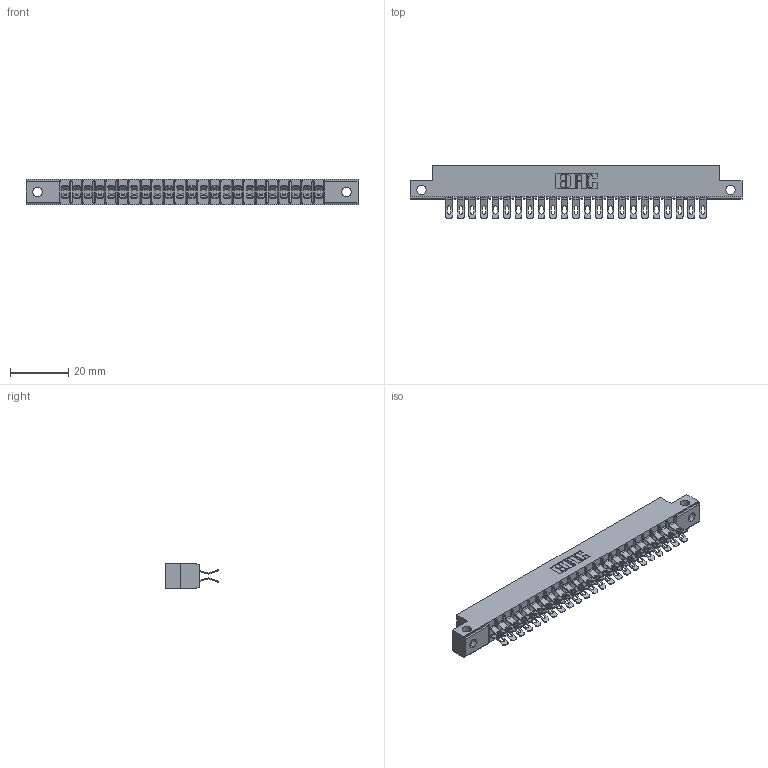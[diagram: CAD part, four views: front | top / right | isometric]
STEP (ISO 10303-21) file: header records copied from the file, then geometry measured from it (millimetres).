
FILE_DESCRIPTION (( 'STEP AP203' ), '1' );
FILE_NAME ('355-046-555-512.STEP', '2020-09-20T07:24:03', ( '' ), ( '' ), 'SwSTEP 2.0', 'SolidWorks 2020', '' );
FILE_SCHEMA (( 'CONFIG_CONTROL_DESIGN' ));
Length unit declared in the file: inch
Products named in the file (3): 305-290-001_555; 355-046-555-512; 305 Part_.128 Dia
Assembly tree (47 placements, depth 2):
  355-046-555-512
    305 Part_.128 Dia
    305-290-001_555  x46
Bounding box: 114.15 x 18.41 x 8.71 mm (x, y, z)
Volume: 6836.6 mm3; surface area: 14460.6 mm2
Topology: 47 solids, 47 shells, 3164 faces, 9437 edges, 6162 vertices
Faces by surface type: plane 1540, cylinder 1532, sphere 92
Entity records: 28246 total; most frequent: CARTESIAN_POINT 4741, ORIENTED_EDGE 4650, DIRECTION 4535, EDGE_CURVE 2325, LINE 1823, VECTOR 1823, VERTEX_POINT 1482, AXIS2_PLACEMENT_3D 1356
